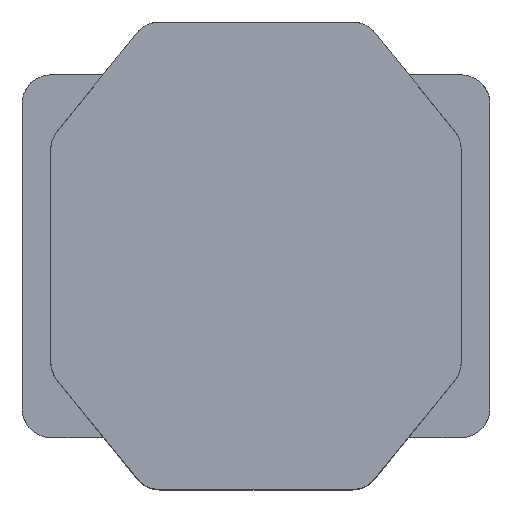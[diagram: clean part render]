
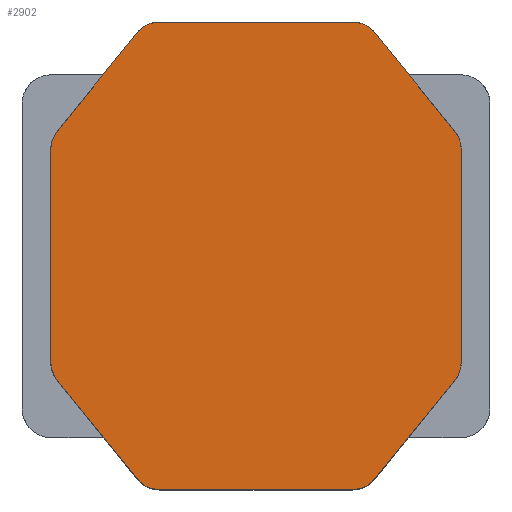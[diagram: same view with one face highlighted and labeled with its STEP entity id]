
A CAD part, top view. The second image highlights one B-rep face of the part: STEP entity #2902.
In plain terms, the highlighted face is planar.
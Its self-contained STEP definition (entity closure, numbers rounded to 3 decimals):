
#145 = EDGE_CURVE ( 'NONE', #3039, #3869, #3270, .T. ) ;
#148 = EDGE_CURVE ( 'NONE', #1446, #3133, #3276, .T. ) ;
#150 = EDGE_CURVE ( 'NONE', #3072, #1344, #3280, .T. ) ;
#154 = EDGE_CURVE ( 'NONE', #1362, #1358, #3288, .T. ) ;
#157 = EDGE_CURVE ( 'NONE', #1434, #1450, #3294, .T. ) ;
#160 = EDGE_CURVE ( 'NONE', #1437, #1454, #3300, .T. ) ;
#163 = EDGE_CURVE ( 'NONE', #1424, #1427, #3306, .T. ) ;
#166 = EDGE_CURVE ( 'NONE', #1438, #1389, #3312, .T. ) ;
#169 = EDGE_CURVE ( 'NONE', #3133, #3072, #3316, .T. ) ;
#170 = EDGE_CURVE ( 'NONE', #1344, #1362, #3318, .T. ) ;
#171 = EDGE_CURVE ( 'NONE', #1358, #1434, #3319, .T. ) ;
#172 = EDGE_CURVE ( 'NONE', #1450, #1437, #3320, .T. ) ;
#173 = EDGE_CURVE ( 'NONE', #1454, #1424, #3321, .T. ) ;
#175 = EDGE_CURVE ( 'NONE', #1427, #1438, #3322, .T. ) ;
#176 = EDGE_CURVE ( 'NONE', #1389, #3039, #3323, .T. ) ;
#177 = EDGE_CURVE ( 'NONE', #3869, #1446, #3324, .T. ) ;
#317 = PLANE ( 'NONE',  #2643 ) ;
#336 = CARTESIAN_POINT ( 'NONE',  ( 0., 3., 0. ) ) ;
#337 = DIRECTION ( 'NONE',  ( 0., 1., 0. ) ) ;
#338 = DIRECTION ( 'NONE',  ( 0., 0., 1. ) ) ;
#951 = CARTESIAN_POINT ( 'NONE',  ( -2.15, 3., -1.115 ) ) ;
#954 = CARTESIAN_POINT ( 'NONE',  ( 1.012, 3., -2.45 ) ) ;
#1012 = CARTESIAN_POINT ( 'NONE',  ( -2.083, 3., -1.304 ) ) ;
#1060 = CARTESIAN_POINT ( 'NONE',  ( -1.012, 3., -2.45 ) ) ;
#1258 = FACE_OUTER_BOUND ( 'NONE', #1525, .T. ) ;
#1344 = VERTEX_POINT ( 'NONE', #4186 ) ;
#1358 = VERTEX_POINT ( 'NONE', #4214 ) ;
#1362 = VERTEX_POINT ( 'NONE', #4215 ) ;
#1389 = VERTEX_POINT ( 'NONE', #4213 ) ;
#1424 = VERTEX_POINT ( 'NONE', #4222 ) ;
#1427 = VERTEX_POINT ( 'NONE', #4220 ) ;
#1434 = VERTEX_POINT ( 'NONE', #4223 ) ;
#1437 = VERTEX_POINT ( 'NONE', #4219 ) ;
#1438 = VERTEX_POINT ( 'NONE', #4208 ) ;
#1446 = VERTEX_POINT ( 'NONE', #4221 ) ;
#1450 = VERTEX_POINT ( 'NONE', #4224 ) ;
#1454 = VERTEX_POINT ( 'NONE', #4226 ) ;
#1525 = EDGE_LOOP ( 'NONE', ( #3796, #3814, #3804, #3817, #3810, #3815, #3811, #3812, #3797, #3813, #3798, #3801, #3806, #3803, #3816, #3802 ) ) ;
#2468 = AXIS2_PLACEMENT_3D ( 'NONE', #4119, #4120, #4121 ) ;
#2469 = AXIS2_PLACEMENT_3D ( 'NONE', #4122, #4123, #4124 ) ;
#2470 = AXIS2_PLACEMENT_3D ( 'NONE', #4125, #4126, #4127 ) ;
#2471 = AXIS2_PLACEMENT_3D ( 'NONE', #4128, #4129, #4130 ) ;
#2472 = AXIS2_PLACEMENT_3D ( 'NONE', #4131, #4132, #4133 ) ;
#2473 = AXIS2_PLACEMENT_3D ( 'NONE', #4134, #4135, #4136 ) ;
#2474 = AXIS2_PLACEMENT_3D ( 'NONE', #4139, #4140, #4141 ) ;
#2475 = AXIS2_PLACEMENT_3D ( 'NONE', #4144, #4145, #4146 ) ;
#2643 = AXIS2_PLACEMENT_3D ( 'NONE', #336, #337, #338 ) ;
#2902 = ADVANCED_FACE ( 'NONE', ( #1258 ), #317, .T. ) ;
#3039 = VERTEX_POINT ( 'NONE', #954 ) ;
#3072 = VERTEX_POINT ( 'NONE', #951 ) ;
#3133 = VERTEX_POINT ( 'NONE', #1012 ) ;
#3270 = LINE ( 'NONE', #4074, #3273 ) ;
#3273 = VECTOR ( 'NONE', #4075, 1000. ) ;
#3276 = LINE ( 'NONE', #4079, #3279 ) ;
#3279 = VECTOR ( 'NONE', #4080, 1000. ) ;
#3280 = LINE ( 'NONE', #4083, #3283 ) ;
#3283 = VECTOR ( 'NONE', #4084, 1000. ) ;
#3288 = LINE ( 'NONE', #4091, #3291 ) ;
#3291 = VECTOR ( 'NONE', #4092, 1000. ) ;
#3294 = LINE ( 'NONE', #4097, #3297 ) ;
#3297 = VECTOR ( 'NONE', #4098, 1000. ) ;
#3300 = LINE ( 'NONE', #4103, #3303 ) ;
#3303 = VECTOR ( 'NONE', #4104, 1000. ) ;
#3306 = LINE ( 'NONE', #4109, #3309 ) ;
#3309 = VECTOR ( 'NONE', #4110, 1000. ) ;
#3312 = LINE ( 'NONE', #4115, #3315 ) ;
#3315 = VECTOR ( 'NONE', #4116, 1000. ) ;
#3316 = CIRCLE ( 'NONE', #2468, 0.3 ) ;
#3318 = CIRCLE ( 'NONE', #2469, 0.3 ) ;
#3319 = CIRCLE ( 'NONE', #2470, 0.3 ) ;
#3320 = CIRCLE ( 'NONE', #2471, 0.3 ) ;
#3321 = CIRCLE ( 'NONE', #2472, 0.3 ) ;
#3322 = CIRCLE ( 'NONE', #2473, 0.3 ) ;
#3323 = CIRCLE ( 'NONE', #2474, 0.3 ) ;
#3324 = CIRCLE ( 'NONE', #2475, 0.3 ) ;
#3796 = ORIENTED_EDGE ( 'NONE', *, *, #148, .T. ) ;
#3797 = ORIENTED_EDGE ( 'NONE', *, *, #160, .T. ) ;
#3798 = ORIENTED_EDGE ( 'NONE', *, *, #163, .T. ) ;
#3801 = ORIENTED_EDGE ( 'NONE', *, *, #175, .T. ) ;
#3802 = ORIENTED_EDGE ( 'NONE', *, *, #177, .T. ) ;
#3803 = ORIENTED_EDGE ( 'NONE', *, *, #176, .T. ) ;
#3804 = ORIENTED_EDGE ( 'NONE', *, *, #150, .T. ) ;
#3806 = ORIENTED_EDGE ( 'NONE', *, *, #166, .T. ) ;
#3810 = ORIENTED_EDGE ( 'NONE', *, *, #154, .T. ) ;
#3811 = ORIENTED_EDGE ( 'NONE', *, *, #157, .T. ) ;
#3812 = ORIENTED_EDGE ( 'NONE', *, *, #172, .T. ) ;
#3813 = ORIENTED_EDGE ( 'NONE', *, *, #173, .T. ) ;
#3814 = ORIENTED_EDGE ( 'NONE', *, *, #169, .T. ) ;
#3815 = ORIENTED_EDGE ( 'NONE', *, *, #171, .T. ) ;
#3816 = ORIENTED_EDGE ( 'NONE', *, *, #145, .T. ) ;
#3817 = ORIENTED_EDGE ( 'NONE', *, *, #170, .T. ) ;
#3869 = VERTEX_POINT ( 'NONE', #1060 ) ;
#4074 = CARTESIAN_POINT ( 'NONE',  ( 1.155, 3., -2.45 ) ) ;
#4075 = DIRECTION ( 'NONE',  ( -1., 0., 0. ) ) ;
#4079 = CARTESIAN_POINT ( 'NONE',  ( -1.155, 3., -2.45 ) ) ;
#4080 = DIRECTION ( 'NONE',  ( -0.629, 0., 0.777 ) ) ;
#4083 = CARTESIAN_POINT ( 'NONE',  ( -2.15, 3., -1.222 ) ) ;
#4084 = DIRECTION ( 'NONE',  ( 0., 0., 1. ) ) ;
#4091 = CARTESIAN_POINT ( 'NONE',  ( -2.15, 3., 1.222 ) ) ;
#4092 = DIRECTION ( 'NONE',  ( 0.629, 0., 0.777 ) ) ;
#4097 = CARTESIAN_POINT ( 'NONE',  ( -1.155, 3., 2.45 ) ) ;
#4098 = DIRECTION ( 'NONE',  ( 1., 0., 0. ) ) ;
#4103 = CARTESIAN_POINT ( 'NONE',  ( 1.155, 3., 2.45 ) ) ;
#4104 = DIRECTION ( 'NONE',  ( 0.629, 0., -0.777 ) ) ;
#4109 = CARTESIAN_POINT ( 'NONE',  ( 2.15, 3., 1.222 ) ) ;
#4110 = DIRECTION ( 'NONE',  ( 0., 0., -1. ) ) ;
#4115 = CARTESIAN_POINT ( 'NONE',  ( 2.15, 3., -1.222 ) ) ;
#4116 = DIRECTION ( 'NONE',  ( -0.629, 0., -0.777 ) ) ;
#4119 = CARTESIAN_POINT ( 'NONE',  ( -1.85, 3., -1.115 ) ) ;
#4120 = DIRECTION ( 'NONE',  ( 0., 1., 0. ) ) ;
#4121 = DIRECTION ( 'NONE',  ( 0., 0., 1. ) ) ;
#4122 = CARTESIAN_POINT ( 'NONE',  ( -1.85, 3., 1.115 ) ) ;
#4123 = DIRECTION ( 'NONE',  ( 0., 1., 0. ) ) ;
#4124 = DIRECTION ( 'NONE',  ( 0., 0., 1. ) ) ;
#4125 = CARTESIAN_POINT ( 'NONE',  ( -1.012, 3., 2.15 ) ) ;
#4126 = DIRECTION ( 'NONE',  ( 0., 1., 0. ) ) ;
#4127 = DIRECTION ( 'NONE',  ( 0., 0., 1. ) ) ;
#4128 = CARTESIAN_POINT ( 'NONE',  ( 1.012, 3., 2.15 ) ) ;
#4129 = DIRECTION ( 'NONE',  ( 0., 1., 0. ) ) ;
#4130 = DIRECTION ( 'NONE',  ( 0., 0., 1. ) ) ;
#4131 = CARTESIAN_POINT ( 'NONE',  ( 1.85, 3., 1.115 ) ) ;
#4132 = DIRECTION ( 'NONE',  ( 0., 1., 0. ) ) ;
#4133 = DIRECTION ( 'NONE',  ( 0., 0., 1. ) ) ;
#4134 = CARTESIAN_POINT ( 'NONE',  ( 1.85, 3., -1.115 ) ) ;
#4135 = DIRECTION ( 'NONE',  ( 0., 1., 0. ) ) ;
#4136 = DIRECTION ( 'NONE',  ( 0., 0., 1. ) ) ;
#4139 = CARTESIAN_POINT ( 'NONE',  ( 1.012, 3., -2.15 ) ) ;
#4140 = DIRECTION ( 'NONE',  ( 0., 1., 0. ) ) ;
#4141 = DIRECTION ( 'NONE',  ( 0., 0., 1. ) ) ;
#4144 = CARTESIAN_POINT ( 'NONE',  ( -1.012, 3., -2.15 ) ) ;
#4145 = DIRECTION ( 'NONE',  ( 0., 1., 0. ) ) ;
#4146 = DIRECTION ( 'NONE',  ( 0., 0., 1. ) ) ;
#4186 = CARTESIAN_POINT ( 'NONE',  ( -2.15, 3., 1.115 ) ) ;
#4208 = CARTESIAN_POINT ( 'NONE',  ( 2.083, 3., -1.304 ) ) ;
#4213 = CARTESIAN_POINT ( 'NONE',  ( 1.245, 3., -2.339 ) ) ;
#4214 = CARTESIAN_POINT ( 'NONE',  ( -1.245, 3., 2.339 ) ) ;
#4215 = CARTESIAN_POINT ( 'NONE',  ( -2.083, 3., 1.304 ) ) ;
#4219 = CARTESIAN_POINT ( 'NONE',  ( 1.245, 3., 2.339 ) ) ;
#4220 = CARTESIAN_POINT ( 'NONE',  ( 2.15, 3., -1.115 ) ) ;
#4221 = CARTESIAN_POINT ( 'NONE',  ( -1.245, 3., -2.339 ) ) ;
#4222 = CARTESIAN_POINT ( 'NONE',  ( 2.15, 3., 1.115 ) ) ;
#4223 = CARTESIAN_POINT ( 'NONE',  ( -1.012, 3., 2.45 ) ) ;
#4224 = CARTESIAN_POINT ( 'NONE',  ( 1.012, 3., 2.45 ) ) ;
#4226 = CARTESIAN_POINT ( 'NONE',  ( 2.083, 3., 1.304 ) ) ;
